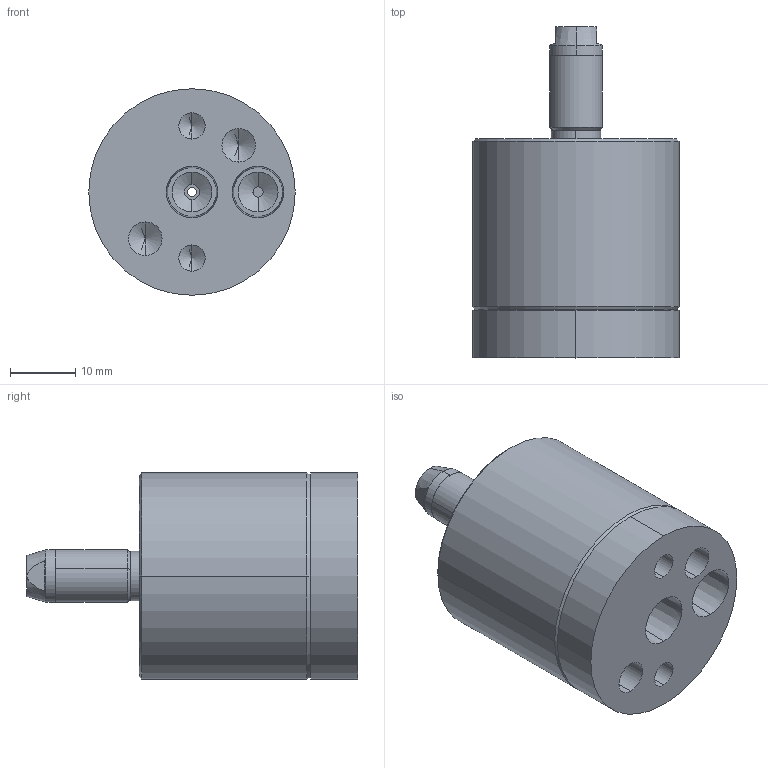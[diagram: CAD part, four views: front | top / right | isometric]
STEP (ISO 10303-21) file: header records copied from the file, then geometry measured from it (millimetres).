
FILE_DESCRIPTION (( 'STEP AP214' ), '1' );
FILE_NAME ('CTSC-001477.STEP', '2024-12-10T16:01:37', ( '' ), ( '' ), 'SwSTEP 2.0', 'SolidWorks 2023', '' );
FILE_SCHEMA (( 'AUTOMOTIVE_DESIGN' ));
Length unit declared in the file: inch
Products named in the file (1): CTSC-001477
Bounding box: 31.75 x 51.03 x 31.75 mm (x, y, z)
Volume: 25625.5 mm3; surface area: 8457.5 mm2
Topology: 1 solids, 2 shells, 89 faces, 194 edges, 116 vertices
Faces by surface type: cylinder 36, cone 29, plane 22, torus 2
Entity records: 3401 total; most frequent: DIRECTION 462, CARTESIAN_POINT 448, ORIENTED_EDGE 372, AXIS2_PLACEMENT_3D 194, EDGE_CURVE 186, VERTEX_POINT 116, EDGE_LOOP 108, CIRCLE 104
